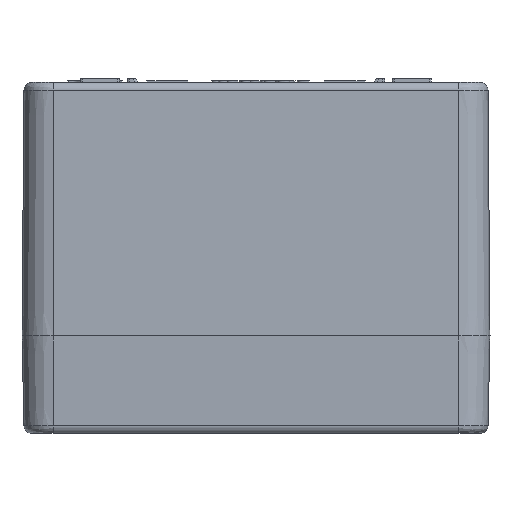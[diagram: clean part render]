
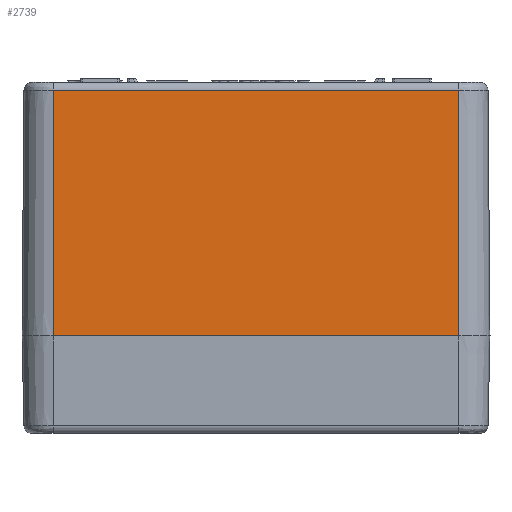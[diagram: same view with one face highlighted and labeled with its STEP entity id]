
A CAD part, left-side view. The second image highlights one B-rep face of the part: STEP entity #2739.
In plain terms, the highlighted planar face has unit normal (-1, 0, 0.008).
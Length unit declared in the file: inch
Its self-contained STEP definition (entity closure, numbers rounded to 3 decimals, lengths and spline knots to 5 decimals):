
#740 = CARTESIAN_POINT ( 'NONE',  ( -4.3307, -2.0473, -2.559 ) ) ;
#1280 = VERTEX_POINT ( 'NONE', #740 ) ;
#1550 = ORIENTED_EDGE ( 'NONE', *, *, #4483, .F. ) ;
#2739 = ADVANCED_FACE ( 'NONE', ( #33764 ), #29409, .T. ) ;
#4393 = ORIENTED_EDGE ( 'NONE', *, *, #13929, .T. ) ;
#4483 = EDGE_CURVE ( 'NONE', #10775, #1280, #14575, .T. ) ;
#4775 = VECTOR ( 'NONE', #41581, 39.37008 ) ;
#5059 = LINE ( 'NONE', #32464, #14162 ) ;
#7536 = ORIENTED_EDGE ( 'NONE', *, *, #40954, .T. ) ;
#10775 = VERTEX_POINT ( 'NONE', #34576 ) ;
#10960 = DIRECTION ( 'NONE',  ( -0.008, 0., -1. ) ) ;
#11443 = AXIS2_PLACEMENT_3D ( 'NONE', #23082, #32664, #26024 ) ;
#11984 = DIRECTION ( 'NONE',  ( -0.008, 0., -1. ) ) ;
#12709 = CARTESIAN_POINT ( 'NONE',  ( -4.311, 2.0473, -0.07808 ) ) ;
#13929 = EDGE_CURVE ( 'NONE', #34379, #15715, #34456, .T. ) ;
#14162 = VECTOR ( 'NONE', #26236, 39.37008 ) ;
#14575 = LINE ( 'NONE', #22067, #15050 ) ;
#14837 = VECTOR ( 'NONE', #10960, 39.37008 ) ;
#15050 = VECTOR ( 'NONE', #11984, 39.37008 ) ;
#15715 = VERTEX_POINT ( 'NONE', #32151 ) ;
#16229 = ORIENTED_EDGE ( 'NONE', *, *, #19490, .F. ) ;
#17017 = EDGE_LOOP ( 'NONE', ( #7536, #1550, #16229, #4393 ) ) ;
#19490 = EDGE_CURVE ( 'NONE', #34379, #10775, #5059, .T. ) ;
#20244 = CARTESIAN_POINT ( 'NONE',  ( -4.3307, 2.0473, -2.559 ) ) ;
#22067 = CARTESIAN_POINT ( 'NONE',  ( -4.3307, -2.0473, -2.559 ) ) ;
#23082 = CARTESIAN_POINT ( 'NONE',  ( -4.3307, -2.0473, -2.559 ) ) ;
#26024 = DIRECTION ( 'NONE',  ( 0.008, 0., 1. ) ) ;
#26236 = DIRECTION ( 'NONE',  ( 0., -1., 0. ) ) ;
#28566 = CARTESIAN_POINT ( 'NONE',  ( -4.3307, -2.0473, -2.559 ) ) ;
#29409 = PLANE ( 'NONE',  #11443 ) ;
#32151 = CARTESIAN_POINT ( 'NONE',  ( -4.3307, 2.0473, -2.559 ) ) ;
#32453 = LINE ( 'NONE', #28566, #4775 ) ;
#32464 = CARTESIAN_POINT ( 'NONE',  ( -4.311, -1.02365, -0.07808 ) ) ;
#32664 = DIRECTION ( 'NONE',  ( -1., 0., 0.008 ) ) ;
#33764 = FACE_OUTER_BOUND ( 'NONE', #17017, .T. ) ;
#34379 = VERTEX_POINT ( 'NONE', #12709 ) ;
#34456 = LINE ( 'NONE', #20244, #14837 ) ;
#34576 = CARTESIAN_POINT ( 'NONE',  ( -4.311, -2.0473, -0.07808 ) ) ;
#40954 = EDGE_CURVE ( 'NONE', #15715, #1280, #32453, .T. ) ;
#41581 = DIRECTION ( 'NONE',  ( 0., -1., 0. ) ) ;
